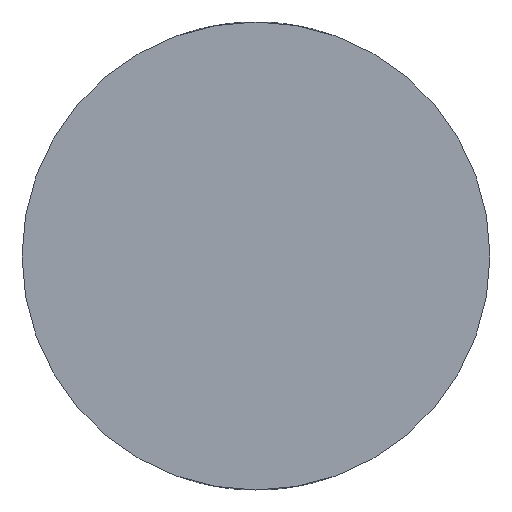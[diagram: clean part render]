
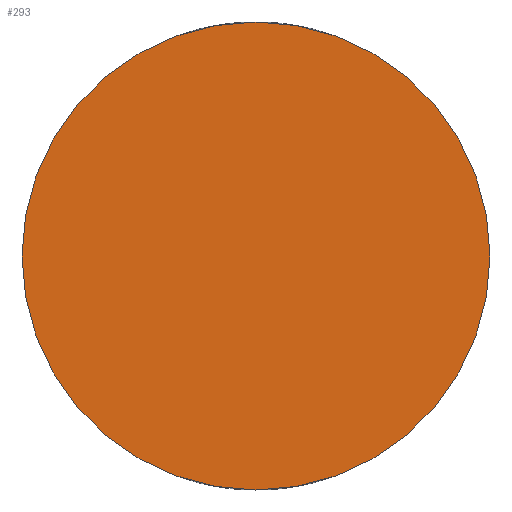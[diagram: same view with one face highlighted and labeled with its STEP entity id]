
A CAD part, front view. The second image highlights one B-rep face of the part: STEP entity #293.
In plain terms, the highlighted planar face has unit normal (0, -1, 0).
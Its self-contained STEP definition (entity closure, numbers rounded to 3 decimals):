
#2 = VERTEX_POINT ( 'NONE', #200 ) ;
#6 = DIRECTION ( 'NONE',  ( 0., 0., 1. ) ) ;
#31 = DIRECTION ( 'NONE',  ( 0., 1., 0. ) ) ;
#43 = VERTEX_POINT ( 'NONE', #48 ) ;
#48 = CARTESIAN_POINT ( 'NONE',  ( 0., -70., 5. ) ) ;
#55 = DIRECTION ( 'NONE',  ( 0., -1., 0. ) ) ;
#74 = DIRECTION ( 'NONE',  ( 0., 0., 1. ) ) ;
#75 = EDGE_CURVE ( 'NONE', #43, #2, #238, .T. ) ;
#81 = DIRECTION ( 'NONE',  ( 0., 0., 1. ) ) ;
#96 = ORIENTED_EDGE ( 'NONE', *, *, #98, .T. ) ;
#98 = EDGE_CURVE ( 'NONE', #2, #43, #187, .T. ) ;
#164 = PLANE ( 'NONE',  #224 ) ;
#165 = ORIENTED_EDGE ( 'NONE', *, *, #75, .T. ) ;
#173 = AXIS2_PLACEMENT_3D ( 'NONE', #281, #202, #74 ) ;
#180 = AXIS2_PLACEMENT_3D ( 'NONE', #321, #55, #81 ) ;
#187 = CIRCLE ( 'NONE', #180, 5. ) ;
#190 = CARTESIAN_POINT ( 'NONE',  ( 0., -70., 0. ) ) ;
#200 = CARTESIAN_POINT ( 'NONE',  ( 0., -70., -5. ) ) ;
#202 = DIRECTION ( 'NONE',  ( 0., -1., 0. ) ) ;
#224 = AXIS2_PLACEMENT_3D ( 'NONE', #190, #31, #6 ) ;
#238 = CIRCLE ( 'NONE', #173, 5. ) ;
#251 = FACE_OUTER_BOUND ( 'NONE', #311, .T. ) ;
#281 = CARTESIAN_POINT ( 'NONE',  ( 0., -70., 0. ) ) ;
#293 = ADVANCED_FACE ( 'NONE', ( #251 ), #164, .F. ) ;
#311 = EDGE_LOOP ( 'NONE', ( #165, #96 ) ) ;
#321 = CARTESIAN_POINT ( 'NONE',  ( 0., -70., 0. ) ) ;
